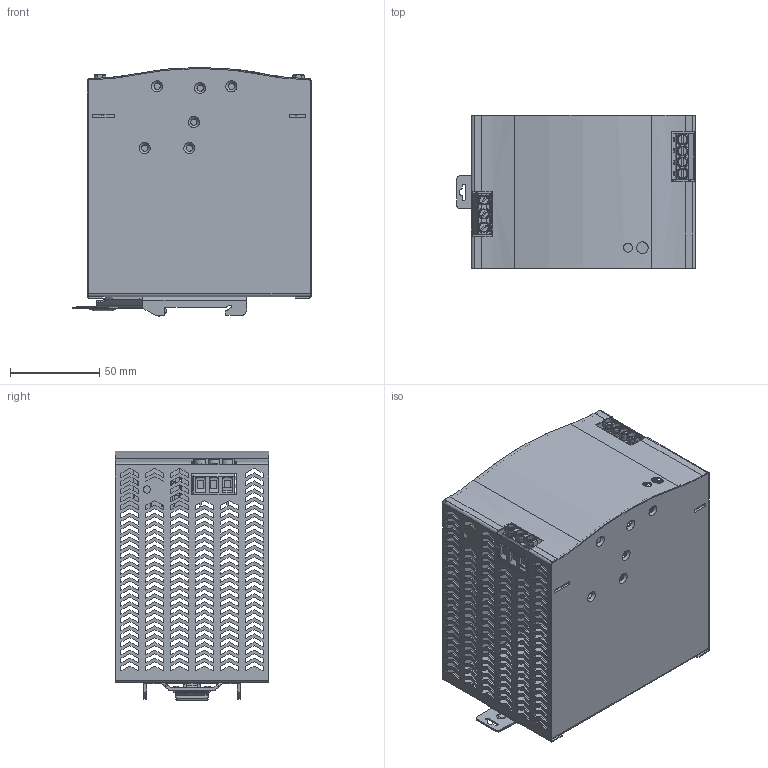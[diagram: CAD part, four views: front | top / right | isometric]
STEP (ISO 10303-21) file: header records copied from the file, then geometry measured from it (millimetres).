
FILE_DESCRIPTION(/* description */ (''),/* implementation_level */ '2;1');
FILE_NAME(/* name */ 'MQR480.stp',/* time_stamp */ '2023-07-21T14:54:27+08:00',/* author */ (''),/* organization */ (''),/* preprocessor_version */ 'ST-DEVELOPER v19.3',/* originating_system */ 'SIEMENS PLM Software NX2212.3001',/* authorisation */ '');
FILE_SCHEMA (('AP203_CONFIGURATION_CONTROLLED_3D_DESIGN_OF_MECHANICAL_PARTS_AND_ASSEMBLIES_MIM_LF { 1 0 10303 403 2 1 2}'));
Products named in the file (9): A04WJFWTH000007_101246ID; A04WJAZP0000009; A02SJKK00000008; A01J1DZP0000087; A01J1DZP0000088; A04WJJSK0000058; A04WJJSK0000059; MQR240-A01安装片装配; MQR480
Assembly tree (8 placements, depth 3):
  MQR480
    A04WJJSK0000059
    A04WJJSK0000058
    MQR240-A01安装片装配
      A02SJKK00000008
      A04WJAZP0000009
      A04WJFWTH000007_101246ID
    A01J1DZP0000088
    A01J1DZP0000087
Bounding box: 133.25 x 85.5 x 139.26 mm (x, y, z)
Volume: 93360.8 mm3; surface area: 158025.5 mm2
Topology: 7 solids, 20 shells, 3093 faces, 8942 edges, 5882 vertices
Faces by surface type: plane 2400, cylinder 427, torus 131, cone 85, bspline 25, sphere 19, extrusion 3, revolution 3
Full cylindrical faces by diameter (mm): 2.4 x2, 3.5 x16, 4 x9
Entity records: 108541 total; most frequent: CARTESIAN_POINT 26399, ORIENTED_EDGE 17706, DIRECTION 15049, EDGE_CURVE 8853, VECTOR 7132, LINE 7129, VERTEX_POINT 5869, AXIS2_PLACEMENT_3D 3957
